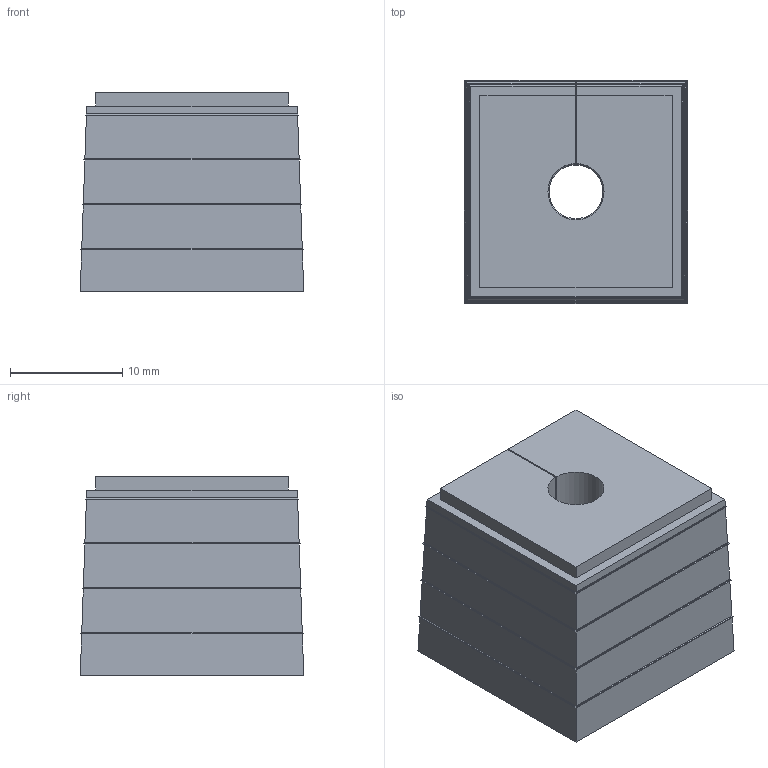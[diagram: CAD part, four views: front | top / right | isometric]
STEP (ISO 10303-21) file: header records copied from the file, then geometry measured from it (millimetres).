
FILE_DESCRIPTION(/* description */ (''),/* implementation_level */ '2;1');
FILE_NAME(/* name */ '28565_6_KDS-DE_4-5.stp',/* time_stamp */ '2023-10-17T09:51:50+02:00',/* author */ (''),/* organization */ (''),/* preprocessor_version */ 'ST-DEVELOPER v19.3',/* originating_system */ 'SIEMENS PLM Software NX2212.1700',/* authorisation */ '');
FILE_SCHEMA (('AUTOMOTIVE_DESIGN { 1 0 10303 214 3 1 1 1 }'));
Length unit declared in the file: millimetre
Products named in the file (1): 28565_6_KDS-DE_4-5
Bounding box: 19.9 x 19.9 x 17.7 mm (x, y, z)
Volume: 6151.1 mm3; surface area: 2651.7 mm2
Topology: 1 solids, 1 shells, 108 faces, 287 edges, 186 vertices
Faces by surface type: plane 93, cylinder 7, cone 5, extrusion 3
Full cylindrical faces by diameter (mm): 3.5 x1
Entity records: 3458 total; most frequent: CARTESIAN_POINT 855, ORIENTED_EDGE 572, DIRECTION 458, EDGE_CURVE 286, VECTOR 206, LINE 203, VERTEX_POINT 186, AXIS2_PLACEMENT_3D 126
